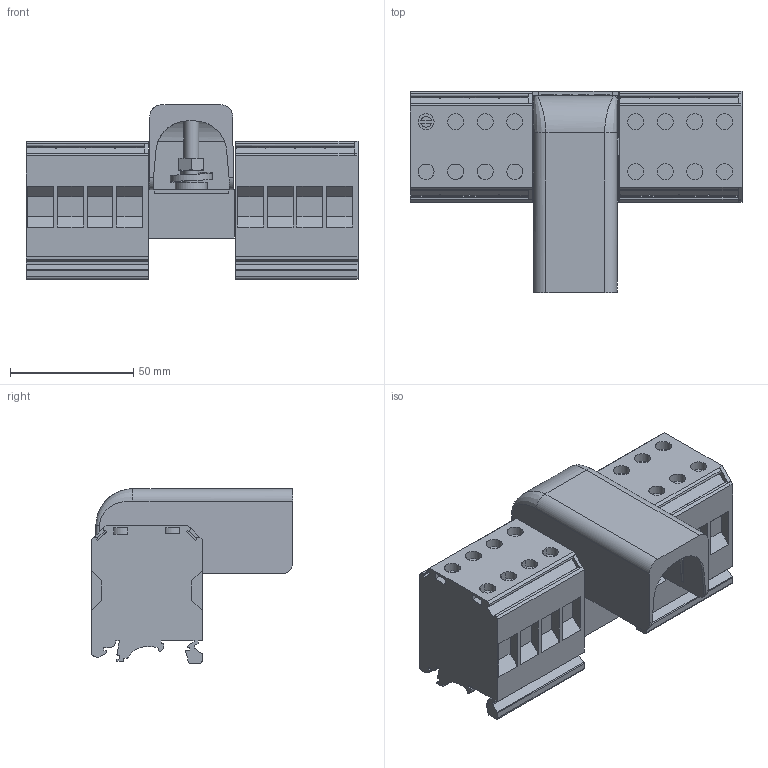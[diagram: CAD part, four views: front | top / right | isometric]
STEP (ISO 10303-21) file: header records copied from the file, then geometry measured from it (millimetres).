
FILE_DESCRIPTION(/* description */ ('Unknown'),/* implementation_level */ '2;1');
FILE_NAME(/* name */ 'DBK150_25-1X8_3D_SOLID',/* time_stamp */ '2025-03-29T11:42:51+05:00',/* author */ ('Unknown'),/* organization */ ('Unknown'),/* preprocessor_version */ 'ST-DEVELOPER v16.7',/* originating_system */ 'Solid Edge',/* authorisation */ 'Unknown');
FILE_SCHEMA (('AUTOMOTIVE_DESIGN {1 0 10303 214 3 1 1}'));
Length unit declared in the file: millimetre
Products named in the file (1): DBK150_25-1X8_3D_SOLID
Bounding box: 134.6 x 81.88 x 70.7 mm (x, y, z)
Volume: 242504.7 mm3; surface area: 77800.7 mm2
Topology: 23 solids, 45 shells, 1389 faces, 3619 edges, 2362 vertices
Faces by surface type: plane 1062, cylinder 261, cone 26, bspline 18, torus 18, sphere 4
Full cylindrical faces by diameter (mm): 1.5 x4, 3 x4, 3.15 x4, 3.5 x6, 3.6 x2, 4.459 x2, 5 x6, 6 x2, 6.5 x12, 6.6 x2, 7.8 x2, 9 x1, 13 x2
Entity records: 51277 total; most frequent: CARTESIAN_POINT 8437, ORIENTED_EDGE 6996, DIRECTION 6747, EDGE_CURVE 3498, LINE 2741, VECTOR 2741, VERTEX_POINT 2325, AXIS2_PLACEMENT_3D 2003
